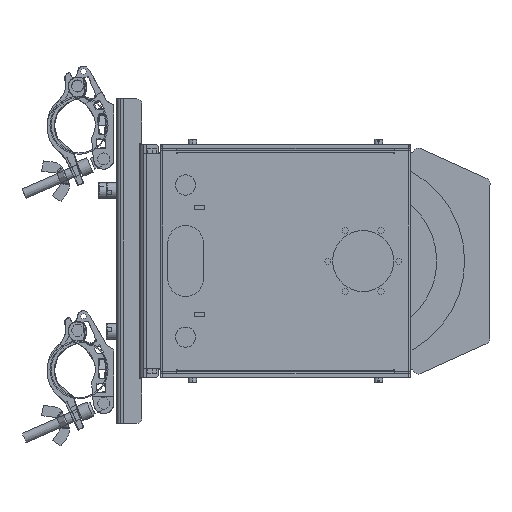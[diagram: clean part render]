
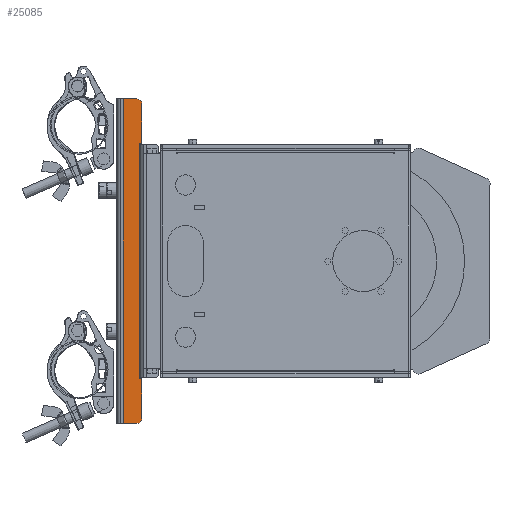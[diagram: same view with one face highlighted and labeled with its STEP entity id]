
A CAD part, left-side view. The second image highlights one B-rep face of the part: STEP entity #25085.
In plain terms, the highlighted planar face has unit normal (-1, 0, 0).
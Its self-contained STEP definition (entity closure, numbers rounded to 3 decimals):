
#38 = DIRECTION ( 'NONE',  ( 0., -1., 0. ) ) ;
#55 = PLANE ( 'NONE',  #3250 ) ;
#489 = CIRCLE ( 'NONE', #19916, 1. ) ;
#1391 = VERTEX_POINT ( 'NONE', #42597 ) ;
#1814 = CARTESIAN_POINT ( 'NONE',  ( -183.704, -362.671, -242.689 ) ) ;
#2222 = ORIENTED_EDGE ( 'NONE', *, *, #39706, .T. ) ;
#2969 = VECTOR ( 'NONE', #38, 1000. ) ;
#3250 = AXIS2_PLACEMENT_3D ( 'NONE', #16796, #33520, #17146 ) ;
#3738 = VECTOR ( 'NONE', #23401, 1000. ) ;
#4140 = EDGE_CURVE ( 'NONE', #21891, #42887, #27539, .T. ) ;
#5059 = LINE ( 'NONE', #10079, #11994 ) ;
#5313 = VECTOR ( 'NONE', #34232, 1000. ) ;
#5363 = ORIENTED_EDGE ( 'NONE', *, *, #23935, .T. ) ;
#5898 = AXIS2_PLACEMENT_3D ( 'NONE', #15176, #30846, #47543 ) ;
#5944 = VERTEX_POINT ( 'NONE', #50051 ) ;
#6140 = AXIS2_PLACEMENT_3D ( 'NONE', #21373, #33501, #13431 ) ;
#6829 = ORIENTED_EDGE ( 'NONE', *, *, #12055, .T. ) ;
#7233 = VERTEX_POINT ( 'NONE', #48015 ) ;
#7545 = EDGE_LOOP ( 'NONE', ( #36441, #18758, #6829, #2222, #24131, #44119, #14385, #17460, #41180, #45576, #5363, #41301 ) ) ;
#7793 = LINE ( 'NONE', #26503, #5313 ) ;
#10079 = CARTESIAN_POINT ( 'NONE',  ( -183.704, -342.671, -198.689 ) ) ;
#10118 = EDGE_CURVE ( 'NONE', #51400, #48539, #489, .T. ) ;
#10781 = VECTOR ( 'NONE', #38264, 1000. ) ;
#11282 = VERTEX_POINT ( 'NONE', #15996 ) ;
#11410 = CARTESIAN_POINT ( 'NONE',  ( -183.704, -363.671, -513.689 ) ) ;
#11435 = CARTESIAN_POINT ( 'NONE',  ( -183.704, -362.671, -475.689 ) ) ;
#11994 = VECTOR ( 'NONE', #50474, 1000. ) ;
#12055 = EDGE_CURVE ( 'NONE', #1391, #5944, #28448, .T. ) ;
#13192 = EDGE_CURVE ( 'NONE', #28802, #51400, #29113, .T. ) ;
#13431 = DIRECTION ( 'NONE',  ( 0., -1., 0. ) ) ;
#14385 = ORIENTED_EDGE ( 'NONE', *, *, #43557, .T. ) ;
#14988 = VERTEX_POINT ( 'NONE', #33003 ) ;
#15176 = CARTESIAN_POINT ( 'NONE',  ( -183.704, -362.671, -241.689 ) ) ;
#15996 = CARTESIAN_POINT ( 'NONE',  ( -183.704, -345.171, -198.689 ) ) ;
#16248 = LINE ( 'NONE', #32460, #2969 ) ;
#16291 = CARTESIAN_POINT ( 'NONE',  ( -183.704, -358.671, -513.689 ) ) ;
#16720 = DIRECTION ( 'NONE',  ( 0., 1., 0. ) ) ;
#16796 = CARTESIAN_POINT ( 'NONE',  ( -183.704, -342.671, -358.689 ) ) ;
#17146 = DIRECTION ( 'NONE',  ( 0., -1., 0. ) ) ;
#17460 = ORIENTED_EDGE ( 'NONE', *, *, #23104, .T. ) ;
#18418 = VECTOR ( 'NONE', #16720, 1000. ) ;
#18758 = ORIENTED_EDGE ( 'NONE', *, *, #27439, .T. ) ;
#19916 = AXIS2_PLACEMENT_3D ( 'NONE', #11435, #27973, #40429 ) ;
#21373 = CARTESIAN_POINT ( 'NONE',  ( -183.704, -358.671, -203.689 ) ) ;
#21891 = VERTEX_POINT ( 'NONE', #25191 ) ;
#23104 = EDGE_CURVE ( 'NONE', #35429, #28802, #50467, .T. ) ;
#23401 = DIRECTION ( 'NONE',  ( 0., 0., 1. ) ) ;
#23853 = CIRCLE ( 'NONE', #5898, 1. ) ;
#23935 = EDGE_CURVE ( 'NONE', #48539, #7233, #45659, .T. ) ;
#24131 = ORIENTED_EDGE ( 'NONE', *, *, #42075, .T. ) ;
#24213 = EDGE_CURVE ( 'NONE', #7233, #21891, #39822, .T. ) ;
#24242 = DIRECTION ( 'NONE',  ( -1., 0., 0. ) ) ;
#25023 = CARTESIAN_POINT ( 'NONE',  ( -183.704, -362.671, -474.689 ) ) ;
#25085 = ADVANCED_FACE ( 'NONE', ( #49988 ), #55, .T. ) ;
#25191 = CARTESIAN_POINT ( 'NONE',  ( -183.704, -361.671, -242.689 ) ) ;
#25921 = CARTESIAN_POINT ( 'NONE',  ( -183.704, -363.671, -518.689 ) ) ;
#26503 = CARTESIAN_POINT ( 'NONE',  ( -183.704, -345.171, -358.689 ) ) ;
#27439 = EDGE_CURVE ( 'NONE', #42887, #1391, #23853, .T. ) ;
#27539 = LINE ( 'NONE', #30803, #30602 ) ;
#27973 = DIRECTION ( 'NONE',  ( -1., 0., 0. ) ) ;
#28448 = LINE ( 'NONE', #34266, #31582 ) ;
#28802 = VERTEX_POINT ( 'NONE', #11410 ) ;
#29113 = LINE ( 'NONE', #25921, #10781 ) ;
#29465 = AXIS2_PLACEMENT_3D ( 'NONE', #16291, #24242, #36029 ) ;
#30602 = VECTOR ( 'NONE', #38981, 1000. ) ;
#30803 = CARTESIAN_POINT ( 'NONE',  ( -183.704, -361.671, -242.689 ) ) ;
#30846 = DIRECTION ( 'NONE',  ( -1., 0., 0. ) ) ;
#31582 = VECTOR ( 'NONE', #33736, 1000. ) ;
#32460 = CARTESIAN_POINT ( 'NONE',  ( -183.704, -363.671, -518.689 ) ) ;
#32630 = CARTESIAN_POINT ( 'NONE',  ( -183.704, -358.671, -518.689 ) ) ;
#33003 = CARTESIAN_POINT ( 'NONE',  ( -183.704, -358.671, -198.689 ) ) ;
#33501 = DIRECTION ( 'NONE',  ( -1., 0., 0. ) ) ;
#33520 = DIRECTION ( 'NONE',  ( -1., 0., 0. ) ) ;
#33736 = DIRECTION ( 'NONE',  ( 0., 0., 1. ) ) ;
#34232 = DIRECTION ( 'NONE',  ( 0., 0., -1. ) ) ;
#34266 = CARTESIAN_POINT ( 'NONE',  ( -183.704, -363.671, -242.689 ) ) ;
#35387 = CARTESIAN_POINT ( 'NONE',  ( -183.704, -361.671, -474.689 ) ) ;
#35429 = VERTEX_POINT ( 'NONE', #32630 ) ;
#35472 = CARTESIAN_POINT ( 'NONE',  ( -183.704, -345.171, -518.689 ) ) ;
#36029 = DIRECTION ( 'NONE',  ( 0., -1., 0. ) ) ;
#36441 = ORIENTED_EDGE ( 'NONE', *, *, #4140, .T. ) ;
#36822 = CARTESIAN_POINT ( 'NONE',  ( -183.704, -363.671, -474.689 ) ) ;
#38264 = DIRECTION ( 'NONE',  ( 0., 0., 1. ) ) ;
#38981 = DIRECTION ( 'NONE',  ( 0., -1., 0. ) ) ;
#39706 = EDGE_CURVE ( 'NONE', #5944, #14988, #40286, .T. ) ;
#39816 = CARTESIAN_POINT ( 'NONE',  ( -183.704, -363.671, -475.689 ) ) ;
#39822 = LINE ( 'NONE', #35387, #3738 ) ;
#40286 = CIRCLE ( 'NONE', #6140, 5. ) ;
#40429 = DIRECTION ( 'NONE',  ( 0., -1., 0. ) ) ;
#41180 = ORIENTED_EDGE ( 'NONE', *, *, #13192, .T. ) ;
#41301 = ORIENTED_EDGE ( 'NONE', *, *, #24213, .T. ) ;
#42075 = EDGE_CURVE ( 'NONE', #14988, #11282, #5059, .T. ) ;
#42259 = VERTEX_POINT ( 'NONE', #35472 ) ;
#42597 = CARTESIAN_POINT ( 'NONE',  ( -183.704, -363.671, -241.689 ) ) ;
#42887 = VERTEX_POINT ( 'NONE', #1814 ) ;
#43557 = EDGE_CURVE ( 'NONE', #42259, #35429, #16248, .T. ) ;
#44119 = ORIENTED_EDGE ( 'NONE', *, *, #51593, .T. ) ;
#45576 = ORIENTED_EDGE ( 'NONE', *, *, #10118, .T. ) ;
#45659 = LINE ( 'NONE', #36822, #18418 ) ;
#47543 = DIRECTION ( 'NONE',  ( 0., -1., 0. ) ) ;
#48015 = CARTESIAN_POINT ( 'NONE',  ( -183.704, -361.671, -474.689 ) ) ;
#48539 = VERTEX_POINT ( 'NONE', #25023 ) ;
#49988 = FACE_OUTER_BOUND ( 'NONE', #7545, .T. ) ;
#50051 = CARTESIAN_POINT ( 'NONE',  ( -183.704, -363.671, -203.689 ) ) ;
#50467 = CIRCLE ( 'NONE', #29465, 5. ) ;
#50474 = DIRECTION ( 'NONE',  ( 0., 1., 0. ) ) ;
#51400 = VERTEX_POINT ( 'NONE', #39816 ) ;
#51593 = EDGE_CURVE ( 'NONE', #11282, #42259, #7793, .T. ) ;
